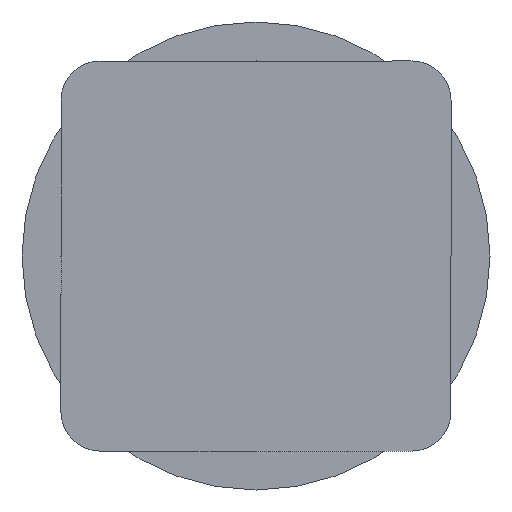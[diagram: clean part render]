
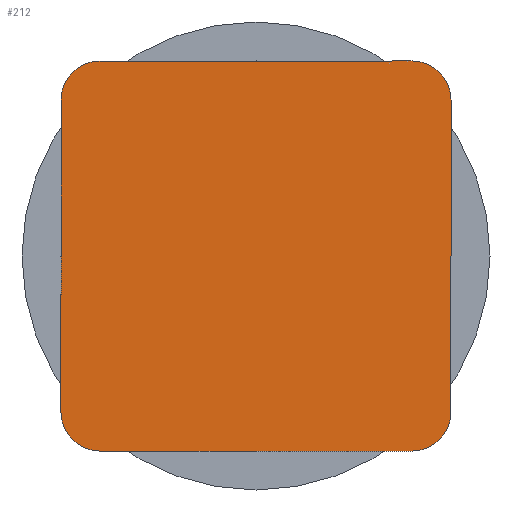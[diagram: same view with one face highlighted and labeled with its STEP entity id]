
A CAD part, front view. The second image highlights one B-rep face of the part: STEP entity #212.
In plain terms, the highlighted face is planar.
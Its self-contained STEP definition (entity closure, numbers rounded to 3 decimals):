
#3 = ORIENTED_EDGE ( 'NONE', *, *, #632, .T. ) ;
#9 = VECTOR ( 'NONE', #187, 1000. ) ;
#16 = DIRECTION ( 'NONE',  ( 0., 1., 0. ) ) ;
#21 = VECTOR ( 'NONE', #555, 1000. ) ;
#47 = LINE ( 'NONE', #405, #474 ) ;
#64 = EDGE_CURVE ( 'NONE', #404, #613, #340, .T. ) ;
#78 = EDGE_CURVE ( 'NONE', #239, #142, #611, .T. ) ;
#83 = VERTEX_POINT ( 'NONE', #397 ) ;
#86 = EDGE_CURVE ( 'NONE', #579, #83, #448, .T. ) ;
#89 = ORIENTED_EDGE ( 'NONE', *, *, #86, .T. ) ;
#92 = VERTEX_POINT ( 'NONE', #227 ) ;
#98 = PLANE ( 'NONE',  #672 ) ;
#114 = EDGE_CURVE ( 'NONE', #83, #92, #454, .T. ) ;
#132 = ORIENTED_EDGE ( 'NONE', *, *, #64, .T. ) ;
#134 = CARTESIAN_POINT ( 'NONE',  ( 0., 0.2, 0. ) ) ;
#142 = VERTEX_POINT ( 'NONE', #559 ) ;
#165 = EDGE_CURVE ( 'NONE', #613, #239, #441, .T. ) ;
#177 = EDGE_CURVE ( 'NONE', #142, #579, #330, .T. ) ;
#179 = VECTOR ( 'NONE', #504, 1000. ) ;
#187 = DIRECTION ( 'NONE',  ( 1., 0., 0. ) ) ;
#191 = CIRCLE ( 'NONE', #274, 0.05 ) ;
#206 = FACE_OUTER_BOUND ( 'NONE', #451, .T. ) ;
#212 = ADVANCED_FACE ( 'NONE', ( #206 ), #98, .T. ) ;
#214 = CARTESIAN_POINT ( 'NONE',  ( 0., 0.2, 0.05 ) ) ;
#217 = CARTESIAN_POINT ( 'NONE',  ( 0.05, 0.2, 0. ) ) ;
#227 = CARTESIAN_POINT ( 'NONE',  ( 0.45, 0.2, 0. ) ) ;
#239 = VERTEX_POINT ( 'NONE', #241 ) ;
#240 = CARTESIAN_POINT ( 'NONE',  ( 0., 0.2, 0.45 ) ) ;
#241 = CARTESIAN_POINT ( 'NONE',  ( 0.05, 0.2, 0.5 ) ) ;
#244 = DIRECTION ( 'NONE',  ( -1., 0., 0. ) ) ;
#245 = AXIS2_PLACEMENT_3D ( 'NONE', #282, #16, #393 ) ;
#247 = DIRECTION ( 'NONE',  ( 0., 0., 1. ) ) ;
#253 = ORIENTED_EDGE ( 'NONE', *, *, #326, .T. ) ;
#274 = AXIS2_PLACEMENT_3D ( 'NONE', #593, #598, #479 ) ;
#282 = CARTESIAN_POINT ( 'NONE',  ( 0.45, 0.2, 0.05 ) ) ;
#293 = CARTESIAN_POINT ( 'NONE',  ( 0.5, 0.2, 0. ) ) ;
#297 = DIRECTION ( 'NONE',  ( 0., 1., 0. ) ) ;
#326 = EDGE_CURVE ( 'NONE', #446, #404, #191, .T. ) ;
#330 = CIRCLE ( 'NONE', #456, 0.05 ) ;
#340 = LINE ( 'NONE', #134, #179 ) ;
#358 = CARTESIAN_POINT ( 'NONE',  ( 0.5, 0.2, 0.45 ) ) ;
#393 = DIRECTION ( 'NONE',  ( 0., 0., 1. ) ) ;
#397 = CARTESIAN_POINT ( 'NONE',  ( 0.5, 0.2, 0.05 ) ) ;
#404 = VERTEX_POINT ( 'NONE', #214 ) ;
#405 = CARTESIAN_POINT ( 'NONE',  ( 0., 0.2, 0. ) ) ;
#408 = ORIENTED_EDGE ( 'NONE', *, *, #165, .T. ) ;
#441 = CIRCLE ( 'NONE', #548, 0.05 ) ;
#446 = VERTEX_POINT ( 'NONE', #217 ) ;
#448 = LINE ( 'NONE', #293, #21 ) ;
#451 = EDGE_LOOP ( 'NONE', ( #132, #408, #463, #629, #89, #565, #3, #253 ) ) ;
#454 = CIRCLE ( 'NONE', #245, 0.05 ) ;
#456 = AXIS2_PLACEMENT_3D ( 'NONE', #687, #520, #631 ) ;
#463 = ORIENTED_EDGE ( 'NONE', *, *, #78, .T. ) ;
#474 = VECTOR ( 'NONE', #244, 1000. ) ;
#479 = DIRECTION ( 'NONE',  ( 0., 0., 1. ) ) ;
#504 = DIRECTION ( 'NONE',  ( 0., 0., 1. ) ) ;
#520 = DIRECTION ( 'NONE',  ( 0., 1., 0. ) ) ;
#523 = DIRECTION ( 'NONE',  ( 0., 0., 1. ) ) ;
#548 = AXIS2_PLACEMENT_3D ( 'NONE', #584, #691, #247 ) ;
#555 = DIRECTION ( 'NONE',  ( 0., 0., -1. ) ) ;
#559 = CARTESIAN_POINT ( 'NONE',  ( 0.45, 0.2, 0.5 ) ) ;
#565 = ORIENTED_EDGE ( 'NONE', *, *, #114, .T. ) ;
#579 = VERTEX_POINT ( 'NONE', #358 ) ;
#584 = CARTESIAN_POINT ( 'NONE',  ( 0.05, 0.2, 0.45 ) ) ;
#593 = CARTESIAN_POINT ( 'NONE',  ( 0.05, 0.2, 0.05 ) ) ;
#598 = DIRECTION ( 'NONE',  ( 0., 1., 0. ) ) ;
#601 = CARTESIAN_POINT ( 'NONE',  ( 0., 0.2, 0.5 ) ) ;
#611 = LINE ( 'NONE', #601, #9 ) ;
#613 = VERTEX_POINT ( 'NONE', #240 ) ;
#629 = ORIENTED_EDGE ( 'NONE', *, *, #177, .T. ) ;
#631 = DIRECTION ( 'NONE',  ( 0., 0., 1. ) ) ;
#632 = EDGE_CURVE ( 'NONE', #92, #446, #47, .T. ) ;
#672 = AXIS2_PLACEMENT_3D ( 'NONE', #679, #297, #523 ) ;
#679 = CARTESIAN_POINT ( 'NONE',  ( 0., 0.2, 0. ) ) ;
#687 = CARTESIAN_POINT ( 'NONE',  ( 0.45, 0.2, 0.45 ) ) ;
#691 = DIRECTION ( 'NONE',  ( 0., 1., 0. ) ) ;
